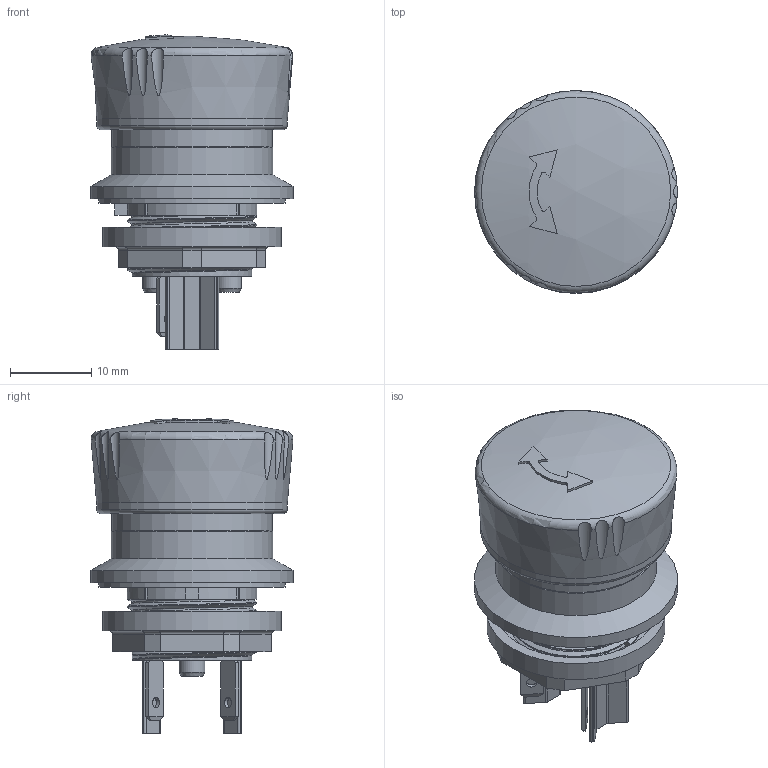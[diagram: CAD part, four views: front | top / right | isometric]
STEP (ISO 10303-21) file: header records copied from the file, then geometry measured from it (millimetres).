
FILE_DESCRIPTION(/* description */ (''),/* implementation_level */ '2;1');
FILE_NAME(/* name */ 'YVO_ipt.stp',/* time_stamp */ '2016-06-28T15:44:36+02:00',/* author */ ('thagel'),/* organization */ (''),/* preprocessor_version */ 'ST-DEVELOPER v15.2',/* originating_system */ 'Autodesk Inventor 2014',/* authorisation */ '');
FILE_SCHEMA (('AUTOMOTIVE_DESIGN { 1 0 10303 214 3 1 1 }'));
Length unit declared in the file: centimetre
Products named in the file (1): 3D-Zeichnungen vereinfacht für Kunden
Bounding box: 25 x 25 x 38.71 mm (x, y, z)
Volume: 9954.5 mm3; surface area: 7045.4 mm2
Topology: 1 solids, 8 shells, 1046 faces, 2928 edges, 1937 vertices
Faces by surface type: plane 845, cylinder 145, cone 21, bspline 17, torus 15, sphere 3
Full cylindrical faces by diameter (mm): 1.3 x2, 2 x3, 3.2 x3, 11.5 x1, 13.625 x1, 13.7 x1, 13.8 x1, 14.77 x1, 15.9 x1, 16.5 x1, 18.054 x1, 18.15 x1, 19 x1, 19.25 x1, 19.5 x1, 19.75 x1, 19.85 x2, 19.95 x1, 20.2 x2, 22 x1, 23 x1, 23.5 x1, 25 x1
Entity records: 36270 total; most frequent: CARTESIAN_POINT 9657, ORIENTED_EDGE 5724, DIRECTION 5070, EDGE_CURVE 2861, LINE 2396, VECTOR 2396, VERTEX_POINT 1925, AXIS2_PLACEMENT_3D 1337
